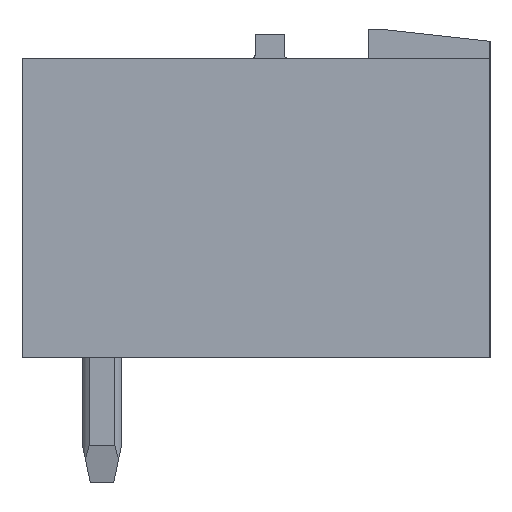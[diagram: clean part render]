
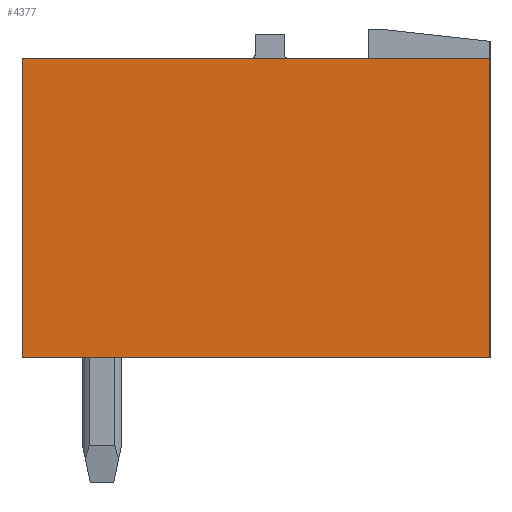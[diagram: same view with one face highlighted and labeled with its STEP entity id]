
A CAD part, left-side view. The second image highlights one B-rep face of the part: STEP entity #4377.
In plain terms, the highlighted planar face has unit normal (-1, 0, 0).
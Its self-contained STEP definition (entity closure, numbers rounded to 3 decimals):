
#4369=AXIS2_PLACEMENT_3D('Plane Axis2P3D',#4366,#4367,#4368) ;
#421=CARTESIAN_POINT('Vertex',(0.,12.,10.88)) ;
#424=CARTESIAN_POINT('Line Origine',(0.,6.,10.88)) ;
#428=CARTESIAN_POINT('Vertex',(0.,0.,10.88)) ;
#587=CARTESIAN_POINT('Vertex',(0.,12.,3.2)) ;
#590=CARTESIAN_POINT('Line Origine',(0.,12.,7.04)) ;
#618=CARTESIAN_POINT('Vertex',(0.,0.,3.2)) ;
#621=CARTESIAN_POINT('Line Origine',(0.,6.,3.2)) ;
#2194=CARTESIAN_POINT('Line Origine',(0.,0.,7.04)) ;
#4366=CARTESIAN_POINT('Axis2P3D Location',(0.,0.,0.)) ;
#425=DIRECTION('Vector Direction',(0.,1.,0.)) ;
#591=DIRECTION('Vector Direction',(0.,0.,1.)) ;
#622=DIRECTION('Vector Direction',(0.,1.,0.)) ;
#2195=DIRECTION('Vector Direction',(0.,0.,-1.)) ;
#4367=DIRECTION('Axis2P3D Direction',(-1.,0.,0.)) ;
#4368=DIRECTION('Axis2P3D XDirection',(0.,-1.,0.)) ;
#426=VECTOR('Line Direction',#425,1.) ;
#592=VECTOR('Line Direction',#591,1.) ;
#623=VECTOR('Line Direction',#622,1.) ;
#2196=VECTOR('Line Direction',#2195,1.) ;
#4372=ORIENTED_EDGE('',*,*,#2198,.T.) ;
#4373=ORIENTED_EDGE('',*,*,#430,.T.) ;
#4374=ORIENTED_EDGE('',*,*,#594,.T.) ;
#4375=ORIENTED_EDGE('',*,*,#625,.T.) ;
#4377=ADVANCED_FACE('Housing',(#4376),#4370,.T.) ;
#430=EDGE_CURVE('',#429,#422,#427,.T.) ;
#594=EDGE_CURVE('',#422,#588,#593,.F.) ;
#625=EDGE_CURVE('',#588,#619,#624,.F.) ;
#2198=EDGE_CURVE('',#619,#429,#2197,.F.) ;
#4371=EDGE_LOOP('',(#4372,#4373,#4374,#4375)) ;
#4376=FACE_OUTER_BOUND('',#4371,.T.) ;
#427=LINE('Line',#424,#426) ;
#593=LINE('Line',#590,#592) ;
#624=LINE('Line',#621,#623) ;
#2197=LINE('Line',#2194,#2196) ;
#4370=PLANE('',#4369) ;
#422=VERTEX_POINT('',#421) ;
#429=VERTEX_POINT('',#428) ;
#588=VERTEX_POINT('',#587) ;
#619=VERTEX_POINT('',#618) ;
